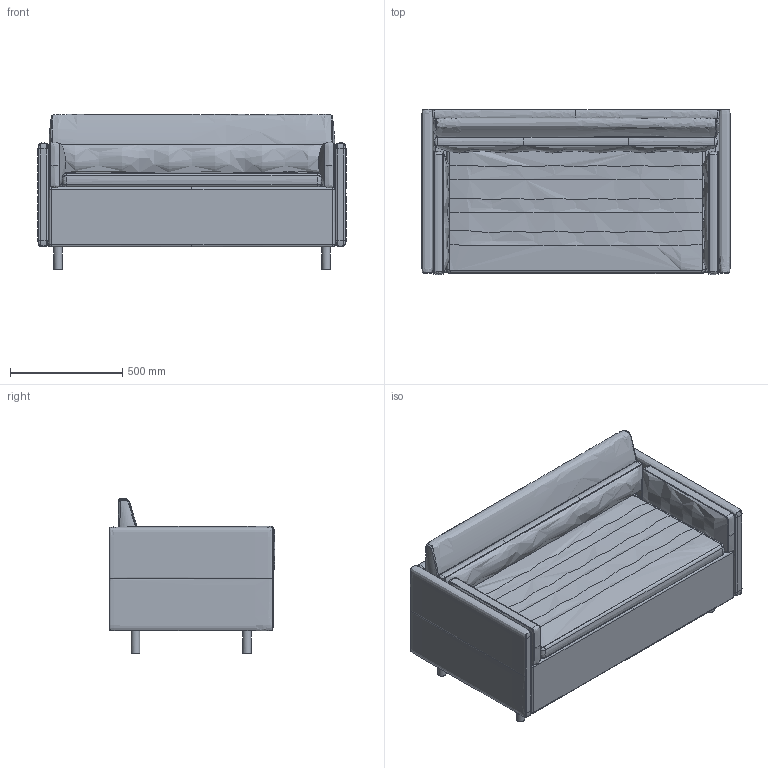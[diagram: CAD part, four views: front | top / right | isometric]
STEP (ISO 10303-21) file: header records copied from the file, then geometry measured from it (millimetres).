
FILE_DESCRIPTION(/* description */ (''),/* implementation_level */ '2;1');
FILE_NAME(/* name */ 'Salon_CB-562_3D',/* time_stamp */ '2023-10-06T13:13:50+02:00',/* author */ (''),/* organization */ (''),/* preprocessor_version */ 'ST-DEVELOPER v16.5',/* originating_system */ 'Rhino 7.31',/* authorisation */ '');
FILE_SCHEMA (('AUTOMOTIVE_DESIGN'));
Length unit declared in the file: centimetre
Products named in the file (2): Document; Salon_CB-562
Assembly tree (1 placements, depth 2):
  Document
    Salon_CB-562
Bounding box: 1371.29 x 736.96 x 690.49 mm (x, y, z)
Volume: 302306686 mm3; surface area: 9936287.8 mm2
Topology: 7 solids, 52 shells, 193 faces, 536 edges, 382 vertices
Faces by surface type: bspline 151, plane 22, cylinder 20
Full cylindrical faces by diameter (mm): 38 x4
Entity records: 51571 total; most frequent: CARTESIAN_POINT 48276, ORIENTED_EDGE 790, EDGE_CURVE 534, VERTEX_POINT 382, B_SPLINE_CURVE_WITH_KNOTS 219, ADVANCED_FACE 193, FACE_OUTER_BOUND 193, EDGE_LOOP 193
